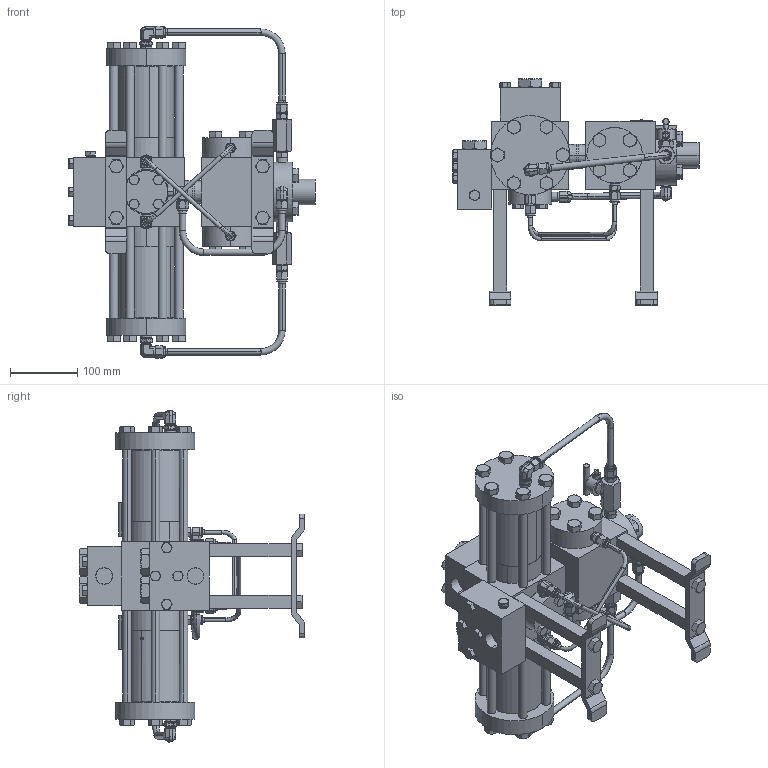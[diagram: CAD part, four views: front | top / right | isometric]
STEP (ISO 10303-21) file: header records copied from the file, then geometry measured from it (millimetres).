
FILE_DESCRIPTION (( 'STEP AP203' ), '1' );
FILE_NAME ('5020SC GLYCOL PUMP (GAG)_defeature.STEP', '2018-07-03T18:54:01', ( '' ), ( '' ), 'SwSTEP 2.0', 'SolidWorks 2018', '' );
FILE_SCHEMA (( 'CONFIG_CONTROL_DESIGN' ));
Length unit declared in the file: inch
Products named in the file (1): 5020SC GLYCOL PUMP (GAG)_defeature
Bounding box: 365.56 x 335.74 x 493.23 mm (x, y, z)
Volume: 6649068.8 mm3; surface area: 565195 mm2
Topology: 1 solids, 1 shells, 2940 faces, 7277 edges, 4554 vertices
Faces by surface type: plane 1363, cone 666, bspline 450, cylinder 405, torus 48, sphere 8
Entity records: 113195 total; most frequent: CARTESIAN_POINT 48053, ORIENTED_EDGE 14542, DIRECTION 11741, EDGE_CURVE 7271, VERTEX_POINT 4554, AXIS2_PLACEMENT_3D 4137, LINE 3467, VECTOR 3467
